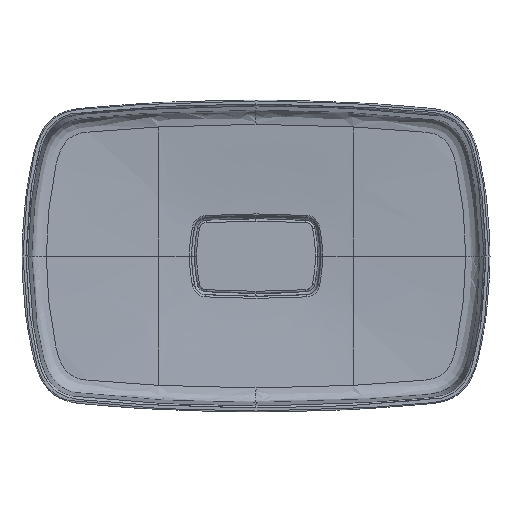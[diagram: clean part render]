
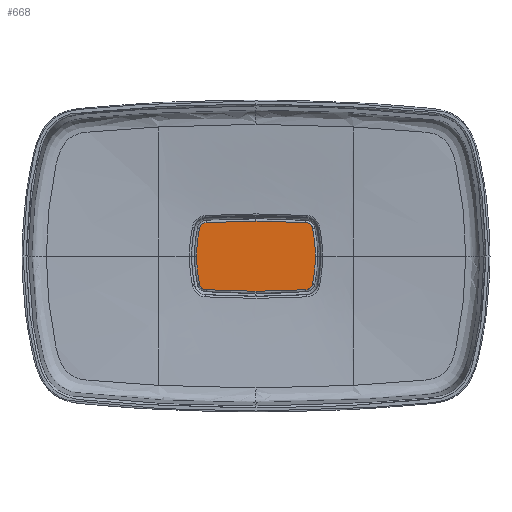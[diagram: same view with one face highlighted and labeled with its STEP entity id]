
A CAD part, top view. The second image highlights one B-rep face of the part: STEP entity #668.
In plain terms, the highlighted planar face has unit normal (0, 0, 1).
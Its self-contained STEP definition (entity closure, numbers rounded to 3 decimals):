
#356=FACE_OUTER_BOUND('',#964,.T.);
#668=ADVANCED_FACE('',(#356),#725,.F.);
#725=PLANE('',#2812);
#964=EDGE_LOOP('',(#1627,#1628,#1629,#1630,#1631,#1632,#1633,#1634,#1635,
#1636,#1637,#1638));
#1627=ORIENTED_EDGE('',*,*,#2361,.T.);
#1628=ORIENTED_EDGE('',*,*,#2362,.T.);
#1629=ORIENTED_EDGE('',*,*,#2363,.T.);
#1630=ORIENTED_EDGE('',*,*,#2364,.T.);
#1631=ORIENTED_EDGE('',*,*,#2365,.T.);
#1632=ORIENTED_EDGE('',*,*,#2366,.T.);
#1633=ORIENTED_EDGE('',*,*,#2367,.T.);
#1634=ORIENTED_EDGE('',*,*,#2368,.T.);
#1635=ORIENTED_EDGE('',*,*,#2369,.T.);
#1636=ORIENTED_EDGE('',*,*,#2370,.T.);
#1637=ORIENTED_EDGE('',*,*,#2371,.T.);
#1638=ORIENTED_EDGE('',*,*,#2372,.T.);
#2006=VERTEX_POINT('',#66026);
#2007=VERTEX_POINT('',#66027);
#2008=VERTEX_POINT('',#66032);
#2009=VERTEX_POINT('',#66043);
#2010=VERTEX_POINT('',#66048);
#2011=VERTEX_POINT('',#66053);
#2012=VERTEX_POINT('',#66064);
#2013=VERTEX_POINT('',#66069);
#2014=VERTEX_POINT('',#66074);
#2015=VERTEX_POINT('',#66085);
#2016=VERTEX_POINT('',#66090);
#2017=VERTEX_POINT('',#66095);
#2361=EDGE_CURVE('',#2006,#2007,#2698,.T.);
#2362=EDGE_CURVE('',#2007,#2008,#2699,.T.);
#2363=EDGE_CURVE('',#2008,#2009,#2700,.T.);
#2364=EDGE_CURVE('',#2009,#2010,#2701,.T.);
#2365=EDGE_CURVE('',#2010,#2011,#2702,.T.);
#2366=EDGE_CURVE('',#2011,#2012,#2703,.T.);
#2367=EDGE_CURVE('',#2012,#2013,#2704,.T.);
#2368=EDGE_CURVE('',#2013,#2014,#2705,.T.);
#2369=EDGE_CURVE('',#2014,#2015,#2706,.T.);
#2370=EDGE_CURVE('',#2015,#2016,#2707,.T.);
#2371=EDGE_CURVE('',#2016,#2017,#2708,.T.);
#2372=EDGE_CURVE('',#2017,#2006,#2709,.T.);
#2698=B_SPLINE_CURVE_WITH_KNOTS('',3,(#66022,#66023,#66024,#66025),
 .UNSPECIFIED.,.F.,.F.,(4,4),(0.,1.),.UNSPECIFIED.);
#2699=B_SPLINE_CURVE_WITH_KNOTS('',3,(#66028,#66029,#66030,#66031),
 .UNSPECIFIED.,.F.,.F.,(4,4),(0.,1.),.UNSPECIFIED.);
#2700=B_SPLINE_CURVE_WITH_KNOTS('',3,(#66033,#66034,#66035,#66036,#66037,
#66038,#66039,#66040,#66041,#66042),.UNSPECIFIED.,.F.,.F.,(4,2,2,2,4),(0.,
0.25,0.5,0.75,1.),.UNSPECIFIED.);
#2701=B_SPLINE_CURVE_WITH_KNOTS('',3,(#66044,#66045,#66046,#66047),
 .UNSPECIFIED.,.F.,.F.,(4,4),(0.,1.),.UNSPECIFIED.);
#2702=B_SPLINE_CURVE_WITH_KNOTS('',3,(#66049,#66050,#66051,#66052),
 .UNSPECIFIED.,.F.,.F.,(4,4),(0.,1.),.UNSPECIFIED.);
#2703=B_SPLINE_CURVE_WITH_KNOTS('',3,(#66054,#66055,#66056,#66057,#66058,
#66059,#66060,#66061,#66062,#66063),.UNSPECIFIED.,.F.,.F.,(4,2,2,2,4),(0.,
0.25,0.5,0.75,1.),.UNSPECIFIED.);
#2704=B_SPLINE_CURVE_WITH_KNOTS('',3,(#66065,#66066,#66067,#66068),
 .UNSPECIFIED.,.F.,.F.,(4,4),(0.,1.),.UNSPECIFIED.);
#2705=B_SPLINE_CURVE_WITH_KNOTS('',3,(#66070,#66071,#66072,#66073),
 .UNSPECIFIED.,.F.,.F.,(4,4),(0.,1.),.UNSPECIFIED.);
#2706=B_SPLINE_CURVE_WITH_KNOTS('',3,(#66075,#66076,#66077,#66078,#66079,
#66080,#66081,#66082,#66083,#66084),.UNSPECIFIED.,.F.,.F.,(4,2,2,2,4),(0.,
0.25,0.5,0.75,1.),.UNSPECIFIED.);
#2707=B_SPLINE_CURVE_WITH_KNOTS('',3,(#66086,#66087,#66088,#66089),
 .UNSPECIFIED.,.F.,.F.,(4,4),(0.,1.),.UNSPECIFIED.);
#2708=B_SPLINE_CURVE_WITH_KNOTS('',3,(#66091,#66092,#66093,#66094),
 .UNSPECIFIED.,.F.,.F.,(4,4),(0.,1.),.UNSPECIFIED.);
#2709=B_SPLINE_CURVE_WITH_KNOTS('',3,(#66096,#66097,#66098,#66099,#66100,
#66101,#66102,#66103,#66104,#66105),.UNSPECIFIED.,.F.,.F.,(4,2,2,2,4),(0.,
0.25,0.5,0.75,1.),.UNSPECIFIED.);
#2812=AXIS2_PLACEMENT_3D('',#66106,#3021,#3022);
#3021=DIRECTION('',(0.,0.,-1.));
#3022=DIRECTION('',(-1.,0.,0.));
#66022=CARTESIAN_POINT('',(51.162,34.426,14.5));
#66023=CARTESIAN_POINT('',(34.129,35.475,14.5));
#66024=CARTESIAN_POINT('',(17.066,36.,14.5));
#66025=CARTESIAN_POINT('',(0.,36.,14.5));
#66026=CARTESIAN_POINT('',(51.162,34.426,14.5));
#66027=CARTESIAN_POINT('',(0.,36.,14.5));
#66028=CARTESIAN_POINT('',(0.,36.,14.5));
#66029=CARTESIAN_POINT('',(-17.066,36.,14.5));
#66030=CARTESIAN_POINT('',(-34.129,35.475,14.5));
#66031=CARTESIAN_POINT('',(-51.162,34.426,14.5));
#66032=CARTESIAN_POINT('',(-51.162,34.426,14.5));
#66033=CARTESIAN_POINT('',(-51.162,34.426,14.5));
#66034=CARTESIAN_POINT('',(-51.986,34.375,14.5));
#66035=CARTESIAN_POINT('',(-52.806,34.3,14.5));
#66036=CARTESIAN_POINT('',(-54.339,33.655,14.5));
#66037=CARTESIAN_POINT('',(-55.041,33.173,14.5));
#66038=CARTESIAN_POINT('',(-56.315,32.087,14.5));
#66039=CARTESIAN_POINT('',(-56.876,31.475,14.5));
#66040=CARTESIAN_POINT('',(-57.717,30.012,14.5));
#66041=CARTESIAN_POINT('',(-57.944,29.213,14.5));
#66042=CARTESIAN_POINT('',(-58.113,28.393,14.5));
#66043=CARTESIAN_POINT('',(-58.113,28.393,14.5));
#66044=CARTESIAN_POINT('',(-58.113,28.393,14.5));
#66045=CARTESIAN_POINT('',(-60.032,19.054,14.5));
#66046=CARTESIAN_POINT('',(-61.,9.534,14.5));
#66047=CARTESIAN_POINT('',(-61.,0.,14.5));
#66048=CARTESIAN_POINT('',(-61.,0.,14.5));
#66049=CARTESIAN_POINT('',(-61.,0.,14.5));
#66050=CARTESIAN_POINT('',(-61.,-9.534,14.5));
#66051=CARTESIAN_POINT('',(-60.032,-19.054,14.5));
#66052=CARTESIAN_POINT('',(-58.113,-28.393,14.5));
#66053=CARTESIAN_POINT('',(-58.113,-28.393,14.5));
#66054=CARTESIAN_POINT('',(-58.113,-28.393,14.5));
#66055=CARTESIAN_POINT('',(-57.945,-29.211,14.5));
#66056=CARTESIAN_POINT('',(-57.718,-30.008,14.5));
#66057=CARTESIAN_POINT('',(-56.882,-31.467,14.5));
#66058=CARTESIAN_POINT('',(-56.318,-32.084,14.5));
#66059=CARTESIAN_POINT('',(-55.043,-33.172,14.5));
#66060=CARTESIAN_POINT('',(-54.352,-33.649,14.5));
#66061=CARTESIAN_POINT('',(-52.809,-34.3,14.5));
#66062=CARTESIAN_POINT('',(-51.988,-34.375,14.5));
#66063=CARTESIAN_POINT('',(-51.162,-34.426,14.5));
#66064=CARTESIAN_POINT('',(-51.162,-34.426,14.5));
#66065=CARTESIAN_POINT('',(-51.162,-34.426,14.5));
#66066=CARTESIAN_POINT('',(-34.129,-35.475,14.5));
#66067=CARTESIAN_POINT('',(-17.066,-36.,14.5));
#66068=CARTESIAN_POINT('',(0.,-36.,14.5));
#66069=CARTESIAN_POINT('',(0.,-36.,14.5));
#66070=CARTESIAN_POINT('',(0.,-36.,14.5));
#66071=CARTESIAN_POINT('',(17.066,-36.,14.5));
#66072=CARTESIAN_POINT('',(34.129,-35.475,14.5));
#66073=CARTESIAN_POINT('',(51.162,-34.426,14.5));
#66074=CARTESIAN_POINT('',(51.162,-34.426,14.5));
#66075=CARTESIAN_POINT('',(51.162,-34.426,14.5));
#66076=CARTESIAN_POINT('',(51.992,-34.375,14.5));
#66077=CARTESIAN_POINT('',(52.827,-34.296,14.5));
#66078=CARTESIAN_POINT('',(54.368,-33.638,14.5));
#66079=CARTESIAN_POINT('',(55.055,-33.163,14.5));
#66080=CARTESIAN_POINT('',(56.323,-32.079,14.5));
#66081=CARTESIAN_POINT('',(56.882,-31.467,14.5));
#66082=CARTESIAN_POINT('',(57.719,-30.007,14.5));
#66083=CARTESIAN_POINT('',(57.945,-29.21,14.5));
#66084=CARTESIAN_POINT('',(58.113,-28.393,14.5));
#66085=CARTESIAN_POINT('',(58.113,-28.393,14.5));
#66086=CARTESIAN_POINT('',(58.113,-28.393,14.5));
#66087=CARTESIAN_POINT('',(60.032,-19.054,14.5));
#66088=CARTESIAN_POINT('',(61.,-9.534,14.5));
#66089=CARTESIAN_POINT('',(61.,0.,14.5));
#66090=CARTESIAN_POINT('',(61.,0.,14.5));
#66091=CARTESIAN_POINT('',(61.,0.,14.5));
#66092=CARTESIAN_POINT('',(61.,9.534,14.5));
#66093=CARTESIAN_POINT('',(60.032,19.054,14.5));
#66094=CARTESIAN_POINT('',(58.113,28.393,14.5));
#66095=CARTESIAN_POINT('',(58.113,28.393,14.5));
#66096=CARTESIAN_POINT('',(58.113,28.393,14.5));
#66097=CARTESIAN_POINT('',(57.945,29.211,14.5));
#66098=CARTESIAN_POINT('',(57.718,30.008,14.5));
#66099=CARTESIAN_POINT('',(56.882,31.467,14.5));
#66100=CARTESIAN_POINT('',(56.318,32.084,14.5));
#66101=CARTESIAN_POINT('',(55.043,33.172,14.5));
#66102=CARTESIAN_POINT('',(54.352,33.649,14.5));
#66103=CARTESIAN_POINT('',(52.809,34.3,14.5));
#66104=CARTESIAN_POINT('',(51.988,34.375,14.5));
#66105=CARTESIAN_POINT('',(51.162,34.426,14.5));
#66106=CARTESIAN_POINT('',(-62.265,-14.472,14.5));
